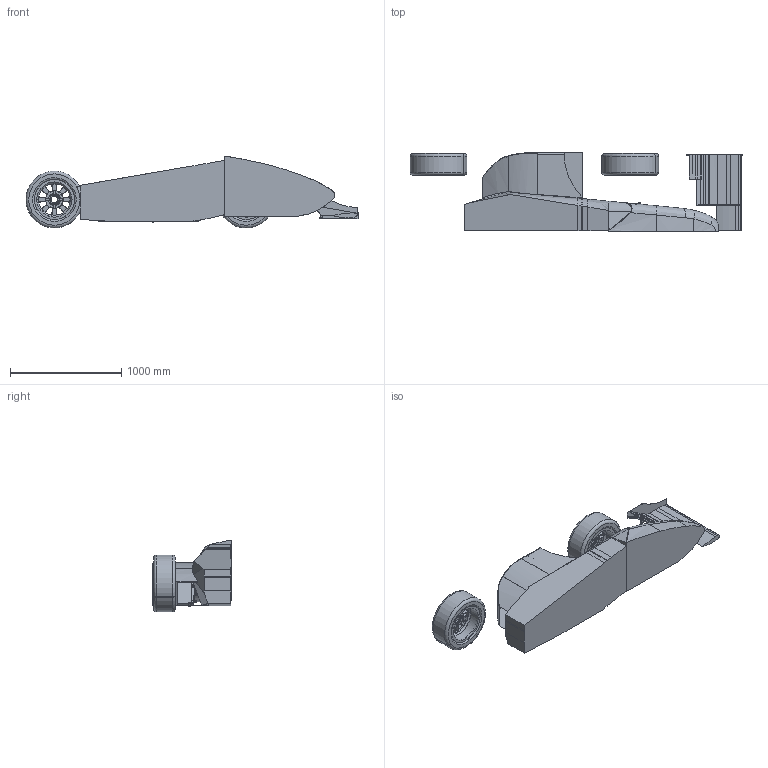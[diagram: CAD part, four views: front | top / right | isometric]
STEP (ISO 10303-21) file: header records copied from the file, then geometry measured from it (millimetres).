
FILE_DESCRIPTION(('CATIA V5 STEP Exchange'),'2;1');
FILE_NAME('2018 radiator analysis1.stp','2018-03-02T06:49:47+00:00',('none'),('none'),'CATIA Version 5 Release 17 (IN-10)','CATIA V5 STEP AP203','none');
FILE_SCHEMA(('CONFIG_CONTROL_DESIGN'));
Length unit declared in the file: millimetre
Products named in the file (8): Product1; AssyTsutsui2018; TieRodAssy; SRodEnd1.0Assy; POS 8EC.1; 2018 radiator analysis; Fr.wing; Fr.wing2
Assembly tree (25 placements, depth 6):
  Product1
    #56
    AssyTsutsui2018
      #4073  x2
      TieRodAssy
        SRodEnd1.0Assy  x2
          #15168
          #15535
          POS 8EC.1
            #16089
            #17189
    #17540
    #19708
    2018 radiator analysis
      Fr.wing
        #21924
        #22833
        #23386
        #23924
        #24462
        #24637
      Fr.wing2
    #25091
    #25114
Bounding box: 2978.61 x 703.81 x 644.99 mm (x, y, z)
Volume: 269917872.9 mm3; surface area: 9888432.1 mm2
Topology: 22 solids, 22 shells, 1156 faces, 2954 edges, 1861 vertices
Faces by surface type: cylinder 432, plane 409, torus 135, bspline 91, cone 48, sphere 24, extrusion 9, revolution 8
Entity records: 28026 total; most frequent: CARTESIAN_POINT 10897, ORIENTED_EDGE 3874, DIRECTION 2626, EDGE_CURVE 1937, VERTEX_POINT 1223, AXIS2_PLACEMENT_3D 1190, VECTOR 879, LINE 870
